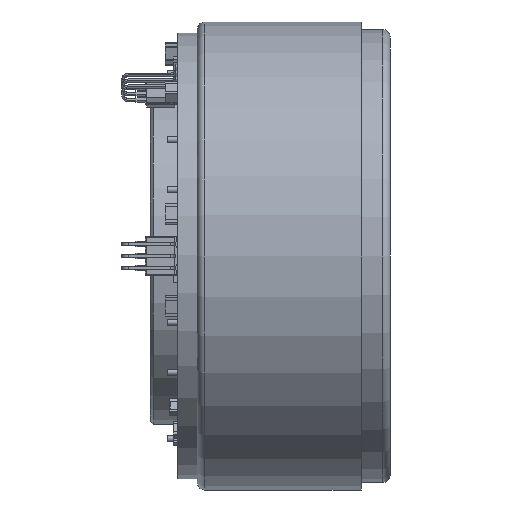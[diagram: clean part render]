
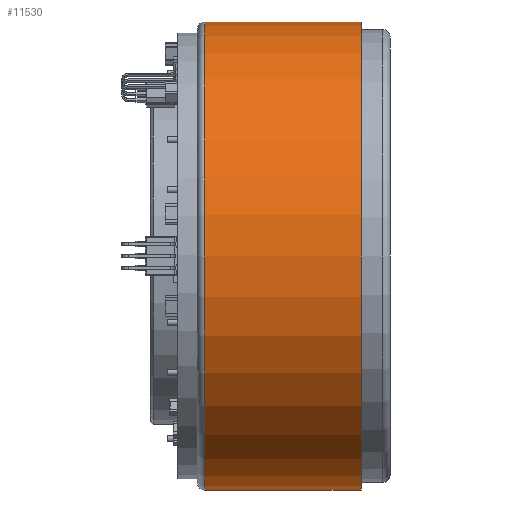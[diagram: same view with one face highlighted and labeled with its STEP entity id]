
A CAD part, left-side view. The second image highlights one B-rep face of the part: STEP entity #11530.
In plain terms, the highlighted cylindrical face has radius 25 mm (diameter 50 mm), a full revolution.
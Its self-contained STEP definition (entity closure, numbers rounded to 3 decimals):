
#843=FACE_OUTER_BOUND('',#1447,.T.);
#1447=EDGE_LOOP('',(#7987,#7988,#7989,#7990,#7991,#7992,#7993));
#2155=LINE('',#17578,#3316);
#3316=VECTOR('',#13965,25.);
#4531=CIRCLE('',#12628,25.);
#4532=CIRCLE('',#12629,25.);
#4533=CIRCLE('',#12630,25.);
#4548=CIRCLE('',#12651,25.);
#4549=CIRCLE('',#12652,25.);
#5008=VERTEX_POINT('',#17532);
#5009=VERTEX_POINT('',#17534);
#5010=VERTEX_POINT('',#17536);
#5023=VERTEX_POINT('',#17573);
#5024=VERTEX_POINT('',#17574);
#6182=EDGE_CURVE('',#5008,#5009,#4531,.T.);
#6183=EDGE_CURVE('',#5009,#5010,#4532,.T.);
#6184=EDGE_CURVE('',#5010,#5008,#4533,.T.);
#6201=EDGE_CURVE('',#5023,#5024,#4548,.T.);
#6202=EDGE_CURVE('',#5024,#5023,#4549,.T.);
#6203=EDGE_CURVE('',#5010,#5024,#2155,.T.);
#7987=ORIENTED_EDGE('',*,*,#6183,.F.);
#7988=ORIENTED_EDGE('',*,*,#6182,.F.);
#7989=ORIENTED_EDGE('',*,*,#6184,.F.);
#7990=ORIENTED_EDGE('',*,*,#6203,.T.);
#7991=ORIENTED_EDGE('',*,*,#6202,.T.);
#7992=ORIENTED_EDGE('',*,*,#6201,.T.);
#7993=ORIENTED_EDGE('',*,*,#6203,.F.);
#11048=CYLINDRICAL_SURFACE('',#12653,25.);
#11530=ADVANCED_FACE('',(#843),#11048,.T.);
#12628=AXIS2_PLACEMENT_3D('',#17535,#13911,#13912);
#12629=AXIS2_PLACEMENT_3D('',#17537,#13913,#13914);
#12630=AXIS2_PLACEMENT_3D('',#17538,#13915,#13916);
#12651=AXIS2_PLACEMENT_3D('',#17575,#13959,#13960);
#12652=AXIS2_PLACEMENT_3D('',#17576,#13961,#13962);
#12653=AXIS2_PLACEMENT_3D('',#17577,#13963,#13964);
#13911=DIRECTION('center_axis',(0.,1.,0.));
#13912=DIRECTION('ref_axis',(1.,0.,0.));
#13913=DIRECTION('center_axis',(0.,1.,0.));
#13914=DIRECTION('ref_axis',(1.,0.,0.));
#13915=DIRECTION('center_axis',(0.,1.,0.));
#13916=DIRECTION('ref_axis',(1.,0.,0.));
#13959=DIRECTION('center_axis',(0.,1.,0.));
#13960=DIRECTION('ref_axis',(1.,0.,0.));
#13961=DIRECTION('center_axis',(0.,1.,0.));
#13962=DIRECTION('ref_axis',(1.,0.,0.));
#13963=DIRECTION('center_axis',(0.,1.,0.));
#13964=DIRECTION('ref_axis',(-1.,0.,0.));
#13965=DIRECTION('',(0.,-1.,0.));
#17532=CARTESIAN_POINT('',(0.,19.8,-25.));
#17534=CARTESIAN_POINT('',(-25.,19.8,0.));
#17535=CARTESIAN_POINT('Origin',(0.,19.8,0.));
#17536=CARTESIAN_POINT('',(25.,19.8,0.));
#17537=CARTESIAN_POINT('Origin',(0.,19.8,0.));
#17538=CARTESIAN_POINT('Origin',(0.,19.8,0.));
#17573=CARTESIAN_POINT('',(-25.,3.1,0.));
#17574=CARTESIAN_POINT('',(25.,3.1,0.));
#17575=CARTESIAN_POINT('Origin',(0.,3.1,0.));
#17576=CARTESIAN_POINT('Origin',(0.,3.1,0.));
#17577=CARTESIAN_POINT('Origin',(0.,11.45,0.));
#17578=CARTESIAN_POINT('',(25.,11.45,0.));
